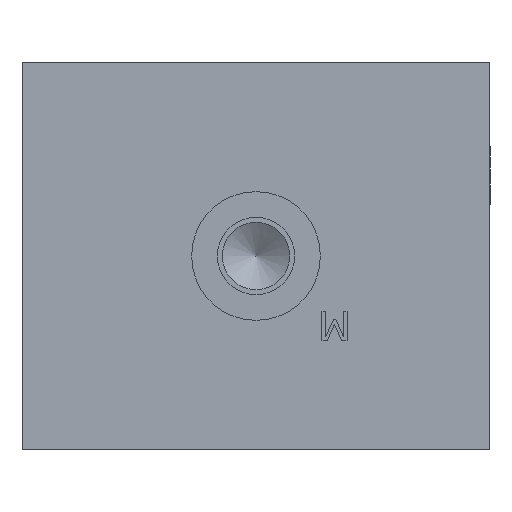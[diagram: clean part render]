
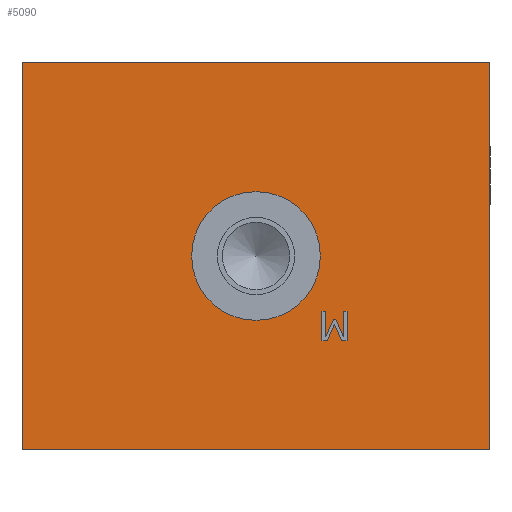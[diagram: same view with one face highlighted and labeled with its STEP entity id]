
A CAD part, front view. The second image highlights one B-rep face of the part: STEP entity #5090.
In plain terms, the highlighted planar face has unit normal (0, -1, 0).
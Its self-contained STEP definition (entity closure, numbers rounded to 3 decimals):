
#292=LINE('',#6777,#740);
#296=LINE('',#6785,#744);
#299=LINE('',#6791,#747);
#302=LINE('',#6797,#750);
#305=LINE('',#6803,#753);
#308=LINE('',#6809,#756);
#311=LINE('',#6815,#759);
#314=LINE('',#6821,#762);
#317=LINE('',#6827,#765);
#320=LINE('',#6833,#768);
#323=LINE('',#6839,#771);
#326=LINE('',#6845,#774);
#329=LINE('',#6850,#777);
#389=LINE('',#7110,#837);
#662=LINE('',#8619,#1110);
#663=LINE('',#8681,#1111);
#666=LINE('',#8709,#1114);
#740=VECTOR('',#5689,5.);
#744=VECTOR('',#5695,0.924);
#747=VECTOR('',#5700,3.034);
#750=VECTOR('',#5705,3.051);
#753=VECTOR('',#5710,0.908);
#756=VECTOR('',#5715,5.);
#759=VECTOR('',#5720,0.62);
#762=VECTOR('',#5725,4.307);
#765=VECTOR('',#5730,3.202);
#768=VECTOR('',#5735,0.405);
#771=VECTOR('',#5740,3.207);
#774=VECTOR('',#5745,4.307);
#777=VECTOR('',#5750,0.665);
#837=VECTOR('',#5850,66.);
#1110=VECTOR('',#6287,80.);
#1111=VECTOR('',#6366,80.);
#1114=VECTOR('',#6397,66.);
#1273=PLANE('',#5384);
#1357=FACE_BOUND('',#2010,.T.);
#1358=FACE_BOUND('',#2011,.T.);
#1648=FACE_OUTER_BOUND('',#2009,.T.);
#2009=EDGE_LOOP('',(#4524,#4525,#4526,#4527));
#2010=EDGE_LOOP('',(#4528,#4529,#4530,#4531,#4532,#4533,#4534,#4535,#4536,
#4537,#4538,#4539,#4540));
#2011=EDGE_LOOP('',(#4541));
#2155=CIRCLE('',#5385,11.);
#2256=VERTEX_POINT('',#6775);
#2257=VERTEX_POINT('',#6776);
#2260=VERTEX_POINT('',#6784);
#2262=VERTEX_POINT('',#6790);
#2264=VERTEX_POINT('',#6796);
#2266=VERTEX_POINT('',#6802);
#2268=VERTEX_POINT('',#6808);
#2270=VERTEX_POINT('',#6814);
#2272=VERTEX_POINT('',#6820);
#2274=VERTEX_POINT('',#6826);
#2276=VERTEX_POINT('',#6832);
#2278=VERTEX_POINT('',#6838);
#2280=VERTEX_POINT('',#6844);
#2332=VERTEX_POINT('',#7107);
#2333=VERTEX_POINT('',#7109);
#2591=VERTEX_POINT('',#8616);
#2613=VERTEX_POINT('',#8680);
#2625=VERTEX_POINT('',#8710);
#2750=EDGE_CURVE('',#2256,#2257,#292,.T.);
#2754=EDGE_CURVE('',#2260,#2256,#296,.T.);
#2757=EDGE_CURVE('',#2262,#2260,#299,.T.);
#2760=EDGE_CURVE('',#2264,#2262,#302,.T.);
#2763=EDGE_CURVE('',#2266,#2264,#305,.T.);
#2766=EDGE_CURVE('',#2268,#2266,#308,.T.);
#2769=EDGE_CURVE('',#2270,#2268,#311,.T.);
#2772=EDGE_CURVE('',#2272,#2270,#314,.T.);
#2775=EDGE_CURVE('',#2274,#2272,#317,.T.);
#2778=EDGE_CURVE('',#2276,#2274,#320,.T.);
#2781=EDGE_CURVE('',#2278,#2276,#323,.T.);
#2784=EDGE_CURVE('',#2280,#2278,#326,.T.);
#2787=EDGE_CURVE('',#2257,#2280,#329,.T.);
#2863=EDGE_CURVE('',#2332,#2333,#389,.T.);
#3250=EDGE_CURVE('',#2591,#2333,#662,.T.);
#3272=EDGE_CURVE('',#2613,#2332,#663,.T.);
#3285=EDGE_CURVE('',#2591,#2613,#666,.T.);
#3286=EDGE_CURVE('',#2625,#2625,#2155,.T.);
#4524=ORIENTED_EDGE('',*,*,#3250,.T.);
#4525=ORIENTED_EDGE('',*,*,#2863,.F.);
#4526=ORIENTED_EDGE('',*,*,#3272,.F.);
#4527=ORIENTED_EDGE('',*,*,#3285,.F.);
#4528=ORIENTED_EDGE('',*,*,#2750,.T.);
#4529=ORIENTED_EDGE('',*,*,#2787,.T.);
#4530=ORIENTED_EDGE('',*,*,#2784,.T.);
#4531=ORIENTED_EDGE('',*,*,#2781,.T.);
#4532=ORIENTED_EDGE('',*,*,#2778,.T.);
#4533=ORIENTED_EDGE('',*,*,#2775,.T.);
#4534=ORIENTED_EDGE('',*,*,#2772,.T.);
#4535=ORIENTED_EDGE('',*,*,#2769,.T.);
#4536=ORIENTED_EDGE('',*,*,#2766,.T.);
#4537=ORIENTED_EDGE('',*,*,#2763,.T.);
#4538=ORIENTED_EDGE('',*,*,#2760,.T.);
#4539=ORIENTED_EDGE('',*,*,#2757,.T.);
#4540=ORIENTED_EDGE('',*,*,#2754,.T.);
#4541=ORIENTED_EDGE('',*,*,#3286,.F.);
#5090=ADVANCED_FACE('',(#1648,#1357,#1358),#1273,.T.);
#5384=AXIS2_PLACEMENT_3D('',#8708,#6395,#6396);
#5385=AXIS2_PLACEMENT_3D('',#8711,#6398,#6399);
#5689=DIRECTION('',(0.,0.,1.));
#5695=DIRECTION('',(-1.,0.,0.));
#5700=DIRECTION('',(-0.398,0.,-0.917));
#5705=DIRECTION('',(-0.409,0.,0.912));
#5710=DIRECTION('',(-1.,0.,0.));
#5715=DIRECTION('',(0.,0.,-1.));
#5720=DIRECTION('',(1.,0.,0.));
#5725=DIRECTION('',(0.,0.,1.));
#5730=DIRECTION('',(0.404,0.,-0.915));
#5735=DIRECTION('',(1.,0.,0.));
#5740=DIRECTION('',(0.407,0.,0.913));
#5745=DIRECTION('',(0.,0.,-1.));
#5750=DIRECTION('',(1.,0.,0.));
#5850=DIRECTION('',(0.,0.,-1.));
#6287=DIRECTION('',(1.,0.,0.));
#6366=DIRECTION('',(1.,0.,0.));
#6395=DIRECTION('center_axis',(0.,-1.,0.));
#6396=DIRECTION('ref_axis',(0.,0.,1.));
#6397=DIRECTION('',(0.,0.,1.));
#6398=DIRECTION('center_axis',(0.,-1.,0.));
#6399=DIRECTION('ref_axis',(-1.,0.,0.));
#6775=CARTESIAN_POINT('',(322.272,0.,63.518));
#6776=CARTESIAN_POINT('',(322.272,0.,68.518));
#6777=CARTESIAN_POINT('',(322.272,0.,54.259));
#6784=CARTESIAN_POINT('',(323.195,0.,63.518));
#6785=CARTESIAN_POINT('',(297.098,0.,63.518));
#6790=CARTESIAN_POINT('',(324.403,0.,66.302));
#6791=CARTESIAN_POINT('',(316.286,0.,47.589));
#6796=CARTESIAN_POINT('',(325.651,0.,63.518));
#6797=CARTESIAN_POINT('',(324.534,0.,66.009));
#6802=CARTESIAN_POINT('',(326.558,0.,63.518));
#6803=CARTESIAN_POINT('',(298.779,0.,63.518));
#6808=CARTESIAN_POINT('',(326.558,0.,68.518));
#6809=CARTESIAN_POINT('',(326.558,0.,56.759));
#6814=CARTESIAN_POINT('',(325.939,0.,68.518));
#6815=CARTESIAN_POINT('',(298.469,0.,68.518));
#6820=CARTESIAN_POINT('',(325.939,0.,64.211));
#6821=CARTESIAN_POINT('',(325.939,0.,54.605));
#6826=CARTESIAN_POINT('',(324.646,0.,67.14));
#6827=CARTESIAN_POINT('',(324.364,0.,67.78));
#6832=CARTESIAN_POINT('',(324.241,0.,67.14));
#6833=CARTESIAN_POINT('',(297.62,0.,67.14));
#6838=CARTESIAN_POINT('',(322.936,0.,64.211));
#6839=CARTESIAN_POINT('',(315.068,0.,46.544));
#6844=CARTESIAN_POINT('',(322.936,0.,68.518));
#6845=CARTESIAN_POINT('',(322.936,0.,56.759));
#6850=CARTESIAN_POINT('',(296.636,0.,68.518));
#7107=CARTESIAN_POINT('',(351.,0.,111.));
#7109=CARTESIAN_POINT('',(351.,0.,45.));
#7110=CARTESIAN_POINT('',(351.,0.,111.));
#8616=CARTESIAN_POINT('',(271.,0.,45.));
#8619=CARTESIAN_POINT('',(271.,0.,45.));
#8680=CARTESIAN_POINT('',(271.,0.,111.));
#8681=CARTESIAN_POINT('',(271.,0.,111.));
#8708=CARTESIAN_POINT('Origin',(271.,0.,45.));
#8709=CARTESIAN_POINT('',(271.,0.,45.));
#8710=CARTESIAN_POINT('',(322.,0.,78.));
#8711=CARTESIAN_POINT('Origin',(311.,0.,78.));
